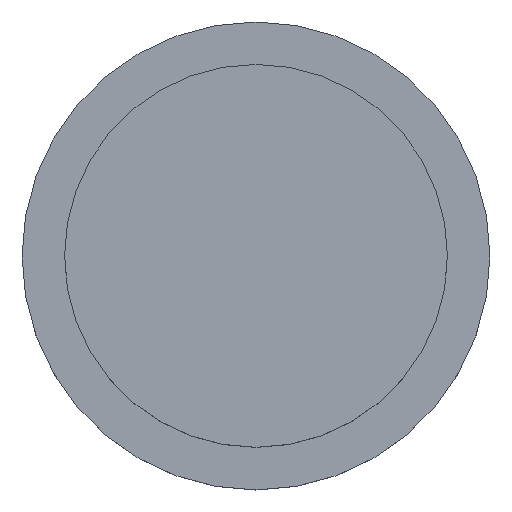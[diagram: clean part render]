
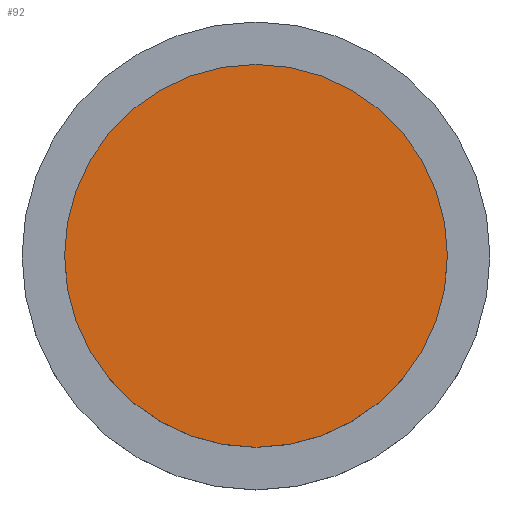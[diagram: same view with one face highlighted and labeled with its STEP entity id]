
A CAD part, top view. The second image highlights one B-rep face of the part: STEP entity #92.
In plain terms, the highlighted planar face has unit normal (0, 0, 1).
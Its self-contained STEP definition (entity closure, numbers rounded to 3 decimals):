
#11 = EDGE_LOOP ( 'NONE', ( #136, #192 ) ) ;
#16 = PLANE ( 'NONE',  #166 ) ;
#53 = VERTEX_POINT ( 'NONE', #212 ) ;
#64 = CIRCLE ( 'NONE', #245, 9. ) ;
#74 = EDGE_CURVE ( 'NONE', #53, #135, #153, .T. ) ;
#75 = DIRECTION ( 'NONE',  ( 0., 0., 1. ) ) ;
#92 = ADVANCED_FACE ( 'NONE', ( #189 ), #16, .T. ) ;
#94 = AXIS2_PLACEMENT_3D ( 'NONE', #114, #173, #227 ) ;
#102 = DIRECTION ( 'NONE',  ( 1., 0., 0. ) ) ;
#114 = CARTESIAN_POINT ( 'NONE',  ( 0., 0., 5. ) ) ;
#123 = EDGE_CURVE ( 'NONE', #135, #53, #64, .T. ) ;
#135 = VERTEX_POINT ( 'NONE', #194 ) ;
#136 = ORIENTED_EDGE ( 'NONE', *, *, #123, .T. ) ;
#140 = CARTESIAN_POINT ( 'NONE',  ( 0., 0., 5. ) ) ;
#153 = CIRCLE ( 'NONE', #94, 9. ) ;
#166 = AXIS2_PLACEMENT_3D ( 'NONE', #250, #75, #233 ) ;
#173 = DIRECTION ( 'NONE',  ( 0., 0., 1. ) ) ;
#189 = FACE_OUTER_BOUND ( 'NONE', #11, .T. ) ;
#192 = ORIENTED_EDGE ( 'NONE', *, *, #74, .T. ) ;
#194 = CARTESIAN_POINT ( 'NONE',  ( -9., 0., 5. ) ) ;
#199 = DIRECTION ( 'NONE',  ( 0., 0., 1. ) ) ;
#212 = CARTESIAN_POINT ( 'NONE',  ( 9., 0., 5. ) ) ;
#227 = DIRECTION ( 'NONE',  ( 1., 0., 0. ) ) ;
#233 = DIRECTION ( 'NONE',  ( 1., 0., 0. ) ) ;
#245 = AXIS2_PLACEMENT_3D ( 'NONE', #140, #199, #102 ) ;
#250 = CARTESIAN_POINT ( 'NONE',  ( 0., 0., 5. ) ) ;
